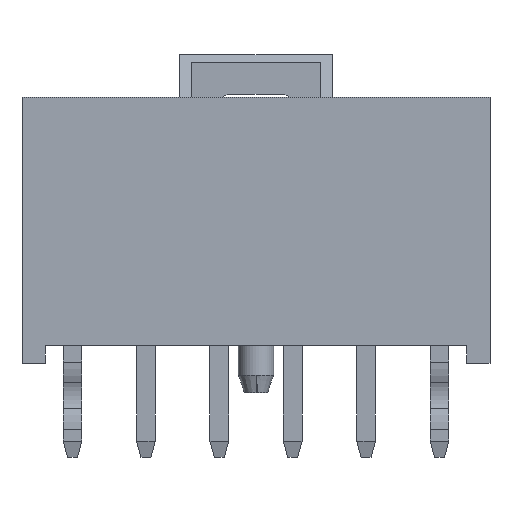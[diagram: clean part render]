
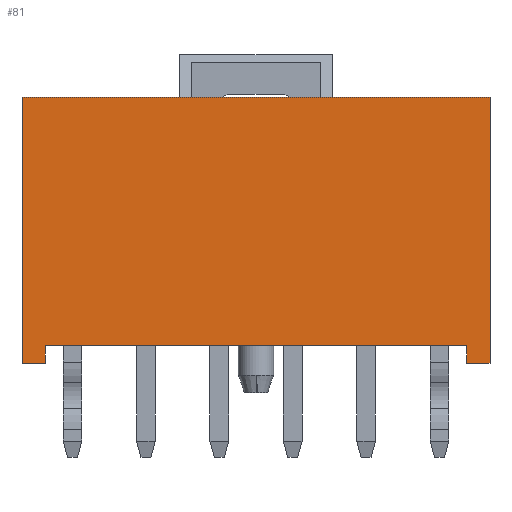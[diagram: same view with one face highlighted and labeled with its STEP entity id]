
A CAD part, front view. The second image highlights one B-rep face of the part: STEP entity #81.
In plain terms, the highlighted planar face has unit normal (0, -1, 0).
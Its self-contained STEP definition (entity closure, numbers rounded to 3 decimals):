
#81=ADVANCED_FACE('',(#471),#472,.F.);
#471=FACE_OUTER_BOUND('',#1252,.T.);
#472=PLANE('',#1253);
#1252=EDGE_LOOP('',(#2043,#2044,#2045,#2046,#2047,#2048,#2049,#2050));
#1253=AXIS2_PLACEMENT_3D('',#2051,#2052,#2053);
#2043=ORIENTED_EDGE('',*,*,#4904,.T.);
#2044=ORIENTED_EDGE('',*,*,#4905,.F.);
#2045=ORIENTED_EDGE('',*,*,#4906,.F.);
#2046=ORIENTED_EDGE('',*,*,#4907,.F.);
#2047=ORIENTED_EDGE('',*,*,#4908,.T.);
#2048=ORIENTED_EDGE('',*,*,#4909,.F.);
#2049=ORIENTED_EDGE('',*,*,#4910,.F.);
#2050=ORIENTED_EDGE('',*,*,#4911,.F.);
#2051=CARTESIAN_POINT('',(0.0,-2.99,0.0));
#2052=DIRECTION('',(-0.0,1.0,0.0));
#2053=DIRECTION('',(1.0,0.0,0.0));
#4904=EDGE_CURVE('',#5869,#5870,#5871,.T.);
#4905=EDGE_CURVE('',#5872,#5870,#5873,.T.);
#4906=EDGE_CURVE('',#5874,#5872,#5875,.T.);
#4907=EDGE_CURVE('',#5876,#5874,#5877,.T.);
#4908=EDGE_CURVE('',#5876,#5878,#5879,.T.);
#4909=EDGE_CURVE('',#5880,#5878,#5881,.T.);
#4910=EDGE_CURVE('',#5882,#5880,#5883,.T.);
#4911=EDGE_CURVE('',#5869,#5882,#5884,.T.);
#5869=VERTEX_POINT('',#7303);
#5870=VERTEX_POINT('',#7304);
#5871=LINE('',#7305,#7306);
#5872=VERTEX_POINT('',#7307);
#5873=LINE('',#7308,#7309);
#5874=VERTEX_POINT('',#7310);
#5875=LINE('',#7311,#7312);
#5876=VERTEX_POINT('',#7313);
#5877=LINE('',#7314,#7315);
#5878=VERTEX_POINT('',#7316);
#5879=LINE('',#7317,#7318);
#5880=VERTEX_POINT('',#7319);
#5881=LINE('',#7320,#7321);
#5882=VERTEX_POINT('',#7322);
#5883=LINE('',#7323,#7324);
#5884=LINE('',#7325,#7326);
#7303=CARTESIAN_POINT('',(7.17,-2.99,-4.23));
#7304=CARTESIAN_POINT('',(7.17,-2.99,-4.83));
#7305=CARTESIAN_POINT('',(7.17,-2.99,-4.23));
#7306=VECTOR('',#9555,0.6);
#7307=CARTESIAN_POINT('',(7.97,-2.99,-4.83));
#7308=CARTESIAN_POINT('',(7.97,-2.99,-4.83));
#7309=VECTOR('',#9556,0.8);
#7310=CARTESIAN_POINT('',(7.97,-2.99,4.23));
#7311=CARTESIAN_POINT('',(7.97,-2.99,4.23));
#7312=VECTOR('',#9557,9.06);
#7313=CARTESIAN_POINT('',(-7.97,-2.99,4.23));
#7314=CARTESIAN_POINT('',(-7.97,-2.99,4.23));
#7315=VECTOR('',#9558,15.94);
#7316=CARTESIAN_POINT('',(-7.97,-2.99,-4.83));
#7317=CARTESIAN_POINT('',(-7.97,-2.99,4.23));
#7318=VECTOR('',#9559,9.06);
#7319=CARTESIAN_POINT('',(-7.17,-2.99,-4.83));
#7320=CARTESIAN_POINT('',(-7.17,-2.99,-4.83));
#7321=VECTOR('',#9560,0.8);
#7322=CARTESIAN_POINT('',(-7.17,-2.99,-4.23));
#7323=CARTESIAN_POINT('',(-7.17,-2.99,-4.23));
#7324=VECTOR('',#9561,0.6);
#7325=CARTESIAN_POINT('',(7.17,-2.99,-4.23));
#7326=VECTOR('',#9562,14.34);
#9555=DIRECTION('',(0.0,0.0,-1.0));
#9556=DIRECTION('',(-1.0,0.0,0.0));
#9557=DIRECTION('',(0.0,0.0,-1.0));
#9558=DIRECTION('',(1.0,0.0,0.0));
#9559=DIRECTION('',(0.0,0.0,-1.0));
#9560=DIRECTION('',(-1.0,0.0,0.0));
#9561=DIRECTION('',(0.0,0.0,-1.0));
#9562=DIRECTION('',(-1.0,0.0,0.0));
